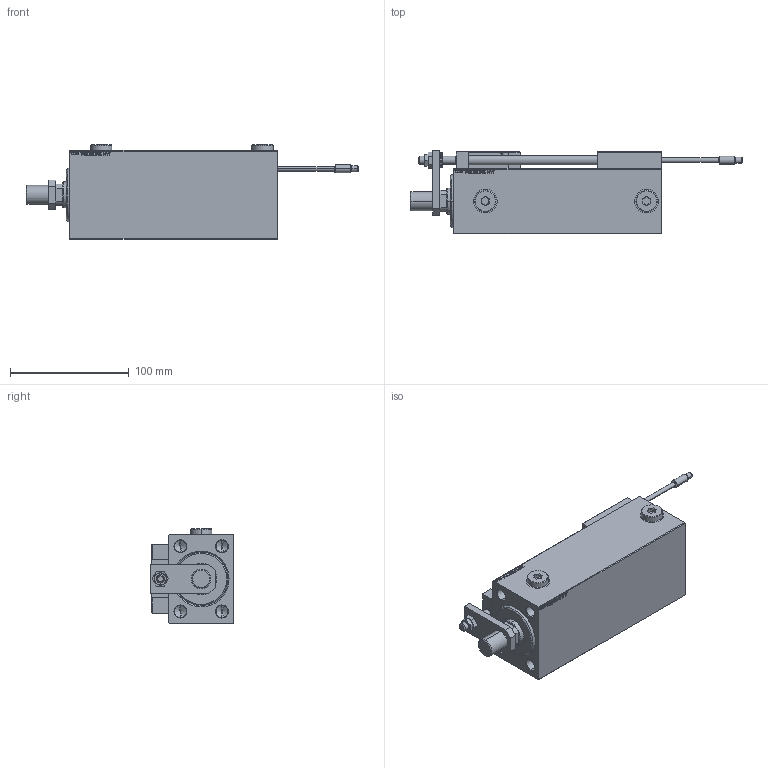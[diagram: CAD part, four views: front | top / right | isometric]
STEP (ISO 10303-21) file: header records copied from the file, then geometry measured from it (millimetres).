
FILE_DESCRIPTION (( 'STEP AP203' ), '1' );
FILE_NAME ('ce6d.STEP', '2024-02-11T10:26:02', ( '' ), ( '' ), 'SwSTEP 2.0', 'SolidWorks 2019', '' );
FILE_SCHEMA (( 'CONFIG_CONTROL_DESIGN' ));
Length unit declared in the file: millimetre
Products named in the file (18): V450CM_B_VCP ac801bf8e76f1d57c885c8afdf4d801f; Block ac801bf8e76f1d57c885c8afdf4d801f; ce6d; ALLEN BOLT D5 ac801bf8e76f1d57c885c8afdf4d801f; SWITCH X ac801bf8e76f1d57c885c8afdf4d801f; ALLEN BOLT D8 ac801bf8e76f1d57c885c8afdf4d801f; V450CM_MALE_METRIC ac801bf8e76f1d57c885c8afdf4d801f; NUT_D12 ac801bf8e76f1d57c885c8afdf4d801f; TYC_L79 ac801bf8e76f1d57c885c8afdf4d801f; NUT_D10 ac801bf8e76f1d57c885c8afdf4d801f; SWITCH DIM B,W ac801bf8e76f1d57c885c8afdf4d801f; Zatka_OIL_PORT ac801bf8e76f1d57c885c8afdf4d801f; ZARAZKA ac801bf8e76f1d57c885c8afdf4d801f; KONCOVKA_Y ac801bf8e76f1d57c885c8afdf4d801f; V450CM_B_Body ac801bf8e76f1d57c885c8afdf4d801f; V450CM_VC_B ac801bf8e76f1d57c885c8afdf4d801f; MAGNET ac801bf8e76f1d57c885c8afdf4d801f; SWITCH_X_FRONT_BACK ac801bf8e76f1d57c885c8afdf4d801f
Assembly tree (28 placements, depth 3):
  ce6d
    V450CM_B_Body ac801bf8e76f1d57c885c8afdf4d801f
    V450CM_B_VCP ac801bf8e76f1d57c885c8afdf4d801f
    SWITCH X ac801bf8e76f1d57c885c8afdf4d801f
      SWITCH_X_FRONT_BACK ac801bf8e76f1d57c885c8afdf4d801f  x2
      TYC_L79 ac801bf8e76f1d57c885c8afdf4d801f
      Block ac801bf8e76f1d57c885c8afdf4d801f  x2
      ALLEN BOLT D5 ac801bf8e76f1d57c885c8afdf4d801f  x4
      ALLEN BOLT D8 ac801bf8e76f1d57c885c8afdf4d801f  x4
      MAGNET ac801bf8e76f1d57c885c8afdf4d801f  x2
      KONCOVKA_Y ac801bf8e76f1d57c885c8afdf4d801f  x2
    NUT_D10 ac801bf8e76f1d57c885c8afdf4d801f
    NUT_D12 ac801bf8e76f1d57c885c8afdf4d801f
    SWITCH DIM B,W ac801bf8e76f1d57c885c8afdf4d801f
    ZARAZKA ac801bf8e76f1d57c885c8afdf4d801f
    V450CM_VC_B ac801bf8e76f1d57c885c8afdf4d801f
    V450CM_MALE_METRIC ac801bf8e76f1d57c885c8afdf4d801f
    Zatka_OIL_PORT ac801bf8e76f1d57c885c8afdf4d801f  x2
Bounding box: 280 x 70.5 x 79.9 mm (x, y, z)
Volume: 716893.7 mm3; surface area: 129695.8 mm2
Topology: 27 solids, 27 shells, 1407 faces, 3340 edges, 2108 vertices
Faces by surface type: plane 600, bspline 380, cylinder 212, cone 161, torus 50, sphere 4
Entity records: 53233 total; most frequent: CARTESIAN_POINT 26616, ORIENTED_EDGE 5544, DIRECTION 3905, EDGE_CURVE 2772, VERTEX_POINT 1796, VECTOR 1591, LINE 1591, EDGE_LOOP 1292
